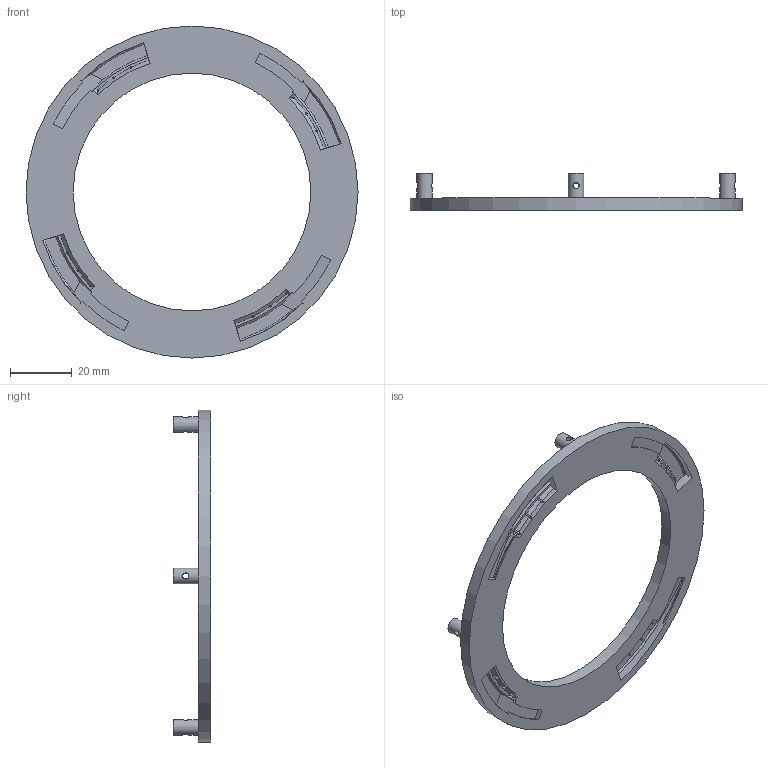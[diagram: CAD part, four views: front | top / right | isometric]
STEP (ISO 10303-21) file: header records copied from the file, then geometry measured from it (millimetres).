
FILE_DESCRIPTION(/* description */ (''),/* implementation_level */ '2;1');
FILE_NAME(/* name */ 'lock ring - GRS 3FR-4.step',/* time_stamp */ '2025-05-01T15:48:34-04:00',/* author */ (''),/* organization */ (''),/* preprocessor_version */ 'ST-DEVELOPER v20.1',/* originating_system */ 'Autodesk Translation Framework v14.4.0.0',/* authorisation */ '');
FILE_SCHEMA (('AUTOMOTIVE_DESIGN { 1 0 10303 214 3 1 1 }'));
Length unit declared in the file: millimetre
Products named in the file (1): (Unsaved)
Bounding box: 107.5 x 12 x 107.5 mm (x, y, z)
Volume: 15915.4 mm3; surface area: 12793.3 mm2
Topology: 1 solids, 1 shells, 116 faces, 316 edges, 208 vertices
Faces by surface type: plane 54, cylinder 42, cone 20
Full cylindrical faces by diameter (mm): 0.6 x12, 2 x4, 5 x4, 77 x1, 107.5 x1
Entity records: 4233 total; most frequent: CARTESIAN_POINT 1197, DIRECTION 642, ORIENTED_EDGE 632, EDGE_CURVE 316, AXIS2_PLACEMENT_3D 249, VERTEX_POINT 208, LINE 144, VECTOR 144
